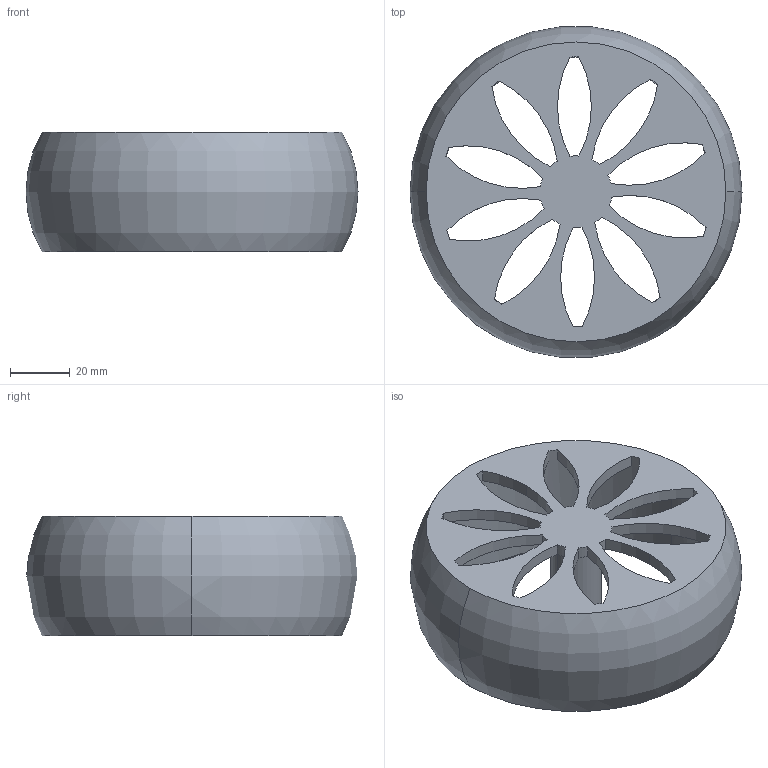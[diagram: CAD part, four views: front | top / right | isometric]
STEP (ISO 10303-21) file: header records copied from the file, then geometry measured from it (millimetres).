
FILE_DESCRIPTION (( 'STEP AP214' ), '1' );
FILE_NAME ('Part1.STEP', '2021-10-09T17:03:15', ( '' ), ( '' ), 'SwSTEP 2.0', 'SolidWorks 2021', '' );
FILE_SCHEMA (( 'AUTOMOTIVE_DESIGN' ));
Length unit declared in the file: millimetre
Products named in the file (1): Part1
Bounding box: 110.72 x 110.25 x 40 mm (x, y, z)
Volume: 122758.8 mm3; surface area: 40302.8 mm2
Topology: 1 solids, 1 shells, 45 faces, 150 edges, 100 vertices
Faces by surface type: cylinder 38, plane 5, torus 2
Entity records: 1901 total; most frequent: DIRECTION 344, ORIENTED_EDGE 300, CARTESIAN_POINT 296, EDGE_CURVE 150, AXIS2_PLACEMENT_3D 148, CIRCLE 102, VERTEX_POINT 100, EDGE_LOOP 58
